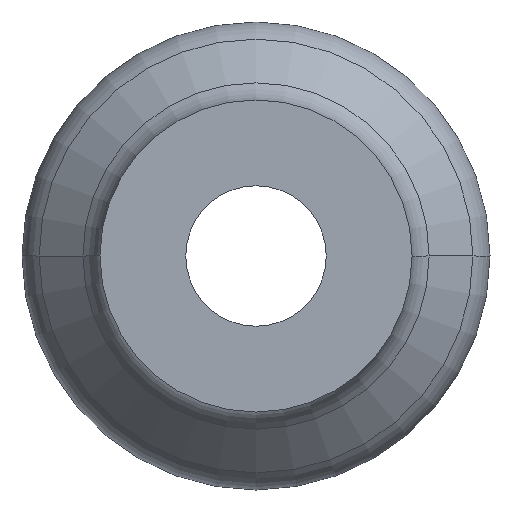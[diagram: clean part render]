
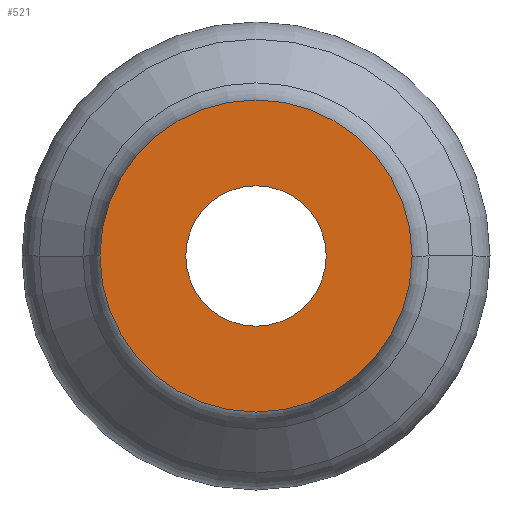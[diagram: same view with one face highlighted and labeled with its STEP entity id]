
A CAD part, front view. The second image highlights one B-rep face of the part: STEP entity #521.
In plain terms, the highlighted planar face has unit normal (0, -1, 0).
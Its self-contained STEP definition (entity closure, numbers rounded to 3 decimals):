
#11 = EDGE_CURVE ( 'NONE', #519, #270, #102, .T. ) ;
#19 = CARTESIAN_POINT ( 'NONE',  ( 0., -14., 0. ) ) ;
#26 = DIRECTION ( 'NONE',  ( 0., 1., 0. ) ) ;
#35 = CARTESIAN_POINT ( 'NONE',  ( 0., -14., -1.8 ) ) ;
#43 = AXIS2_PLACEMENT_3D ( 'NONE', #336, #379, #526 ) ;
#56 = ORIENTED_EDGE ( 'NONE', *, *, #555, .F. ) ;
#58 = EDGE_LOOP ( 'NONE', ( #499, #333 ) ) ;
#69 = DIRECTION ( 'NONE',  ( 0., 0., 1. ) ) ;
#70 = DIRECTION ( 'NONE',  ( 0., 0., 1. ) ) ;
#74 = PLANE ( 'NONE',  #552 ) ;
#91 = ORIENTED_EDGE ( 'NONE', *, *, #176, .F. ) ;
#97 = DIRECTION ( 'NONE',  ( 0., 1., 0. ) ) ;
#102 = CIRCLE ( 'NONE', #239, 1.8 ) ;
#130 = CARTESIAN_POINT ( 'NONE',  ( -4., -14., 0. ) ) ;
#141 = DIRECTION ( 'NONE',  ( -1., 0., 0. ) ) ;
#157 = DIRECTION ( 'NONE',  ( -1., 0., 0. ) ) ;
#176 = EDGE_CURVE ( 'NONE', #553, #190, #275, .T. ) ;
#179 = CIRCLE ( 'NONE', #43, 4. ) ;
#187 = AXIS2_PLACEMENT_3D ( 'NONE', #306, #97, #141 ) ;
#190 = VERTEX_POINT ( 'NONE', #130 ) ;
#224 = AXIS2_PLACEMENT_3D ( 'NONE', #19, #26, #69 ) ;
#239 = AXIS2_PLACEMENT_3D ( 'NONE', #494, #451, #70 ) ;
#245 = DIRECTION ( 'NONE',  ( 0., 1., 0. ) ) ;
#246 = CARTESIAN_POINT ( 'NONE',  ( 0., -14., 1.8 ) ) ;
#270 = VERTEX_POINT ( 'NONE', #246 ) ;
#275 = CIRCLE ( 'NONE', #187, 4. ) ;
#306 = CARTESIAN_POINT ( 'NONE',  ( 0., -14., 0. ) ) ;
#333 = ORIENTED_EDGE ( 'NONE', *, *, #11, .T. ) ;
#336 = CARTESIAN_POINT ( 'NONE',  ( 0., -14., 0. ) ) ;
#339 = CIRCLE ( 'NONE', #224, 1.8 ) ;
#379 = DIRECTION ( 'NONE',  ( 0., 1., 0. ) ) ;
#381 = EDGE_CURVE ( 'NONE', #270, #519, #339, .T. ) ;
#425 = CARTESIAN_POINT ( 'NONE',  ( 4., -14., 0. ) ) ;
#451 = DIRECTION ( 'NONE',  ( 0., 1., 0. ) ) ;
#455 = FACE_BOUND ( 'NONE', #58, .T. ) ;
#494 = CARTESIAN_POINT ( 'NONE',  ( 0., -14., 0. ) ) ;
#499 = ORIENTED_EDGE ( 'NONE', *, *, #381, .T. ) ;
#519 = VERTEX_POINT ( 'NONE', #35 ) ;
#521 = ADVANCED_FACE ( 'NONE', ( #455, #542 ), #74, .F. ) ;
#526 = DIRECTION ( 'NONE',  ( -1., 0., 0. ) ) ;
#531 = EDGE_LOOP ( 'NONE', ( #56, #91 ) ) ;
#542 = FACE_OUTER_BOUND ( 'NONE', #531, .T. ) ;
#544 = CARTESIAN_POINT ( 'NONE',  ( 0., -14., 0. ) ) ;
#552 = AXIS2_PLACEMENT_3D ( 'NONE', #544, #245, #157 ) ;
#553 = VERTEX_POINT ( 'NONE', #425 ) ;
#555 = EDGE_CURVE ( 'NONE', #190, #553, #179, .T. ) ;
